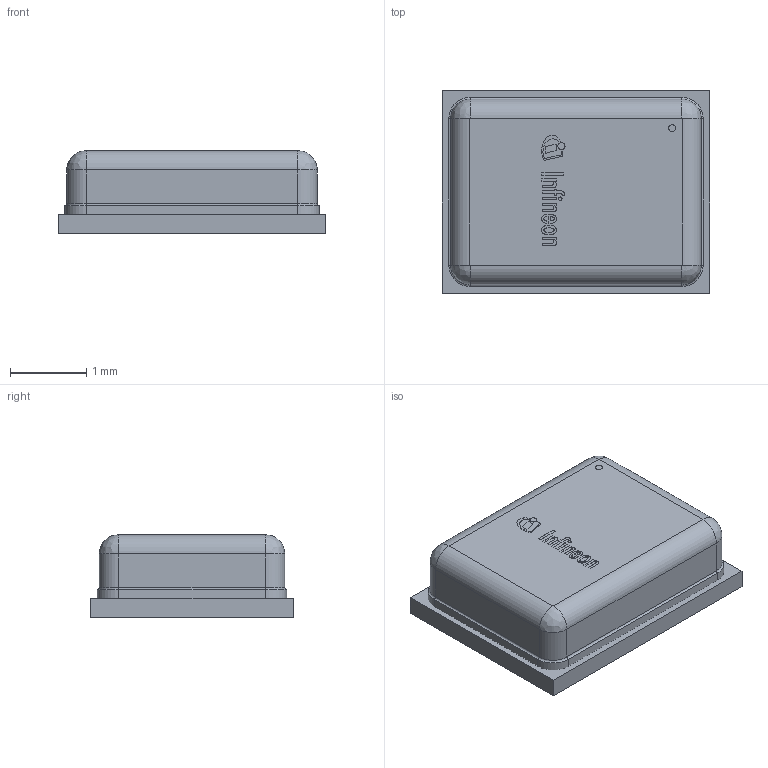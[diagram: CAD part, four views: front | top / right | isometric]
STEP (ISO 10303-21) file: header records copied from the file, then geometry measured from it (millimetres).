
FILE_DESCRIPTION(/* description */ (''),/* implementation_level */ '2;1');
FILE_NAME(/* name */ 'PG-TLGA-5-10_Z8B00257434_V01_3D.stp',/* time_stamp */ '2024-12-20T16:34:55+05:30',/* author */ ('sivamani'),/* organization */ (''),/* preprocessor_version */ 'ST-DEVELOPER v19.2',/* originating_system */ 'AutoCAD Mechanical',/* authorisation */ '');
FILE_SCHEMA (('AUTOMOTIVE_DESIGN { 1 0 10303 214 3 1 1 }'));
Length unit declared in the file: millimetre
Products named in the file (1): Product
Bounding box: 3.5 x 2.65 x 1.08 mm (x, y, z)
Volume: 8.8 mm3; surface area: 53.2 mm2
Topology: 21 solids, 21 shells, 215 faces, 474 edges, 308 vertices
Faces by surface type: plane 160, cylinder 27, bspline 24, torus 4
Full cylindrical faces by diameter (mm): 0.046 x1, 0.09 x2, 0.094 x1, 0.325 x1, 0.55 x2, 1.025 x2, 1.625 x2
Entity records: 6086 total; most frequent: CARTESIAN_POINT 1738, ORIENTED_EDGE 948, DIRECTION 776, EDGE_CURVE 474, VERTEX_POINT 308, LINE 276, VECTOR 276, AXIS2_PLACEMENT_3D 250
